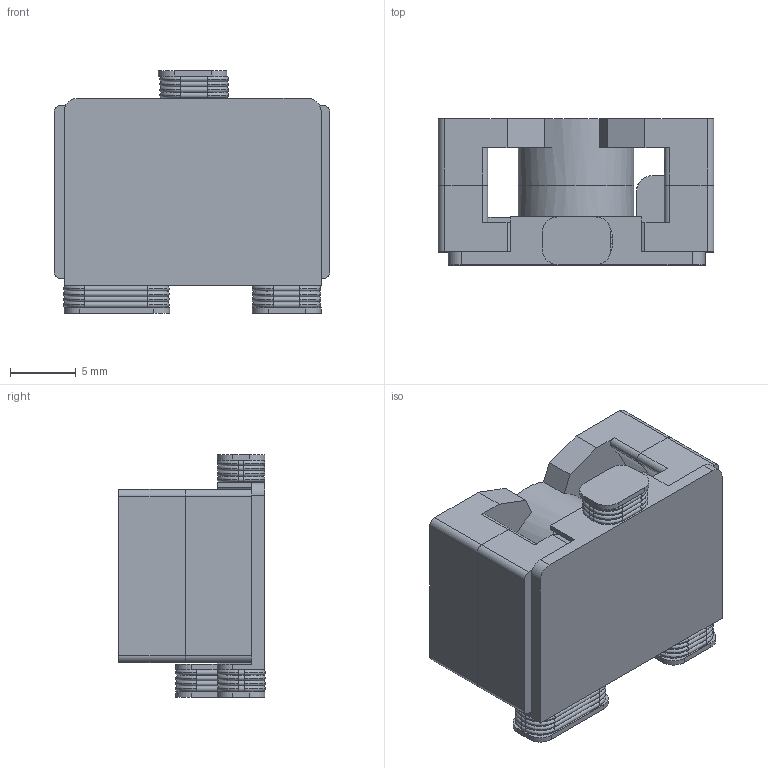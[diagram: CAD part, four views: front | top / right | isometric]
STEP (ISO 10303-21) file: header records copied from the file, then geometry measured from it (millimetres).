
FILE_DESCRIPTION (( 'STEP AP214' ), '1' );
FILE_NAME ('PA2050.XXXNL.STEP', '2021-05-27T06:07:28', ( '' ), ( '' ), 'SwSTEP 2.0', 'SolidWorks 2020', '' );
FILE_SCHEMA (( 'AUTOMOTIVE_DESIGN' ));
Length unit declared in the file: inch
Products named in the file (6): 032-2837; 043-2720; wire; PA2050.XXXNL; wire2; wire3
Assembly tree (15 placements, depth 2):
  PA2050.XXXNL
    043-2720
    032-2837  x2
    wire  x4
    wire2  x4
    wire3  x4
Bounding box: 20.9 x 11.12 x 18.41 mm (x, y, z)
Volume: 2311.5 mm3; surface area: 3107.7 mm2
Topology: 15 solids, 15 shells, 346 faces, 1002 edges, 668 vertices
Faces by surface type: cylinder 158, torus 96, plane 92
Entity records: 5869 total; most frequent: DIRECTION 1059, CARTESIAN_POINT 970, ORIENTED_EDGE 942, EDGE_CURVE 471, AXIS2_PLACEMENT_3D 403, VERTEX_POINT 314, LINE 253, VECTOR 253
